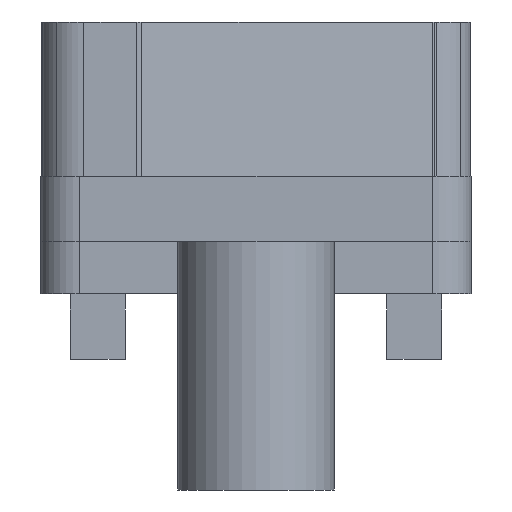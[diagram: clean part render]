
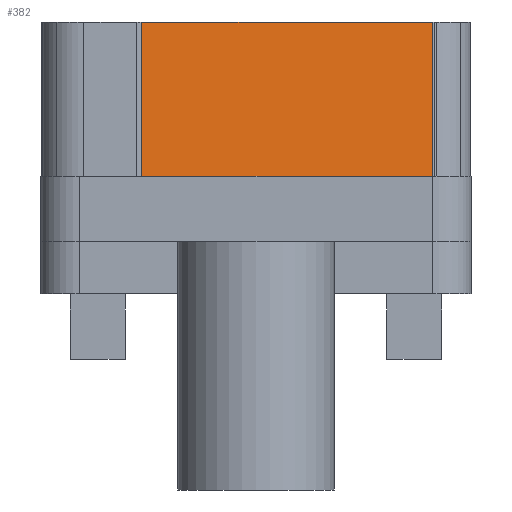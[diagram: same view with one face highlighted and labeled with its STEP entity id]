
A CAD part, left-side view. The second image highlights one B-rep face of the part: STEP entity #382.
In plain terms, the highlighted planar face has unit normal (-0.979, -0.205, 0).
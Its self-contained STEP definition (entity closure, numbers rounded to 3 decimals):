
#183 = VERTEX_POINT('',#184);
#184 = CARTESIAN_POINT('',(-21.109,-6.754,0.));
#190 = EDGE_CURVE('',#191,#183,#193,.T.);
#191 = VERTEX_POINT('',#192);
#192 = CARTESIAN_POINT('',(-23.443,4.371,0.));
#193 = LINE('',#194,#195);
#194 = CARTESIAN_POINT('',(-23.464,4.473,0.));
#195 = VECTOR('',#196,1.);
#196 = DIRECTION('',(0.205,-0.979,0.));
#337 = EDGE_CURVE('',#191,#338,#340,.T.);
#338 = VERTEX_POINT('',#339);
#339 = CARTESIAN_POINT('',(-23.443,4.371,5.9));
#340 = LINE('',#341,#342);
#341 = CARTESIAN_POINT('',(-23.443,4.371,0.));
#342 = VECTOR('',#343,1.);
#343 = DIRECTION('',(0.,0.,1.));
#382 = ADVANCED_FACE('',(#383),#401,.F.);
#383 = FACE_BOUND('',#384,.F.);
#384 = EDGE_LOOP('',(#385,#393,#399,#400));
#385 = ORIENTED_EDGE('',*,*,#386,.T.);
#386 = EDGE_CURVE('',#338,#387,#389,.T.);
#387 = VERTEX_POINT('',#388);
#388 = CARTESIAN_POINT('',(-21.109,-6.754,5.9));
#389 = LINE('',#390,#391);
#390 = CARTESIAN_POINT('',(-23.464,4.473,5.9));
#391 = VECTOR('',#392,1.);
#392 = DIRECTION('',(0.205,-0.979,0.));
#393 = ORIENTED_EDGE('',*,*,#394,.F.);
#394 = EDGE_CURVE('',#183,#387,#395,.T.);
#395 = LINE('',#396,#397);
#396 = CARTESIAN_POINT('',(-21.109,-6.754,0.));
#397 = VECTOR('',#398,1.);
#398 = DIRECTION('',(0.,0.,1.));
#399 = ORIENTED_EDGE('',*,*,#190,.F.);
#400 = ORIENTED_EDGE('',*,*,#337,.T.);
#401 = PLANE('',#402);
#402 = AXIS2_PLACEMENT_3D('',#403,#404,#405);
#403 = CARTESIAN_POINT('',(-23.464,4.473,0.));
#404 = DIRECTION('',(0.979,0.205,0.));
#405 = DIRECTION('',(0.205,-0.979,0.));
